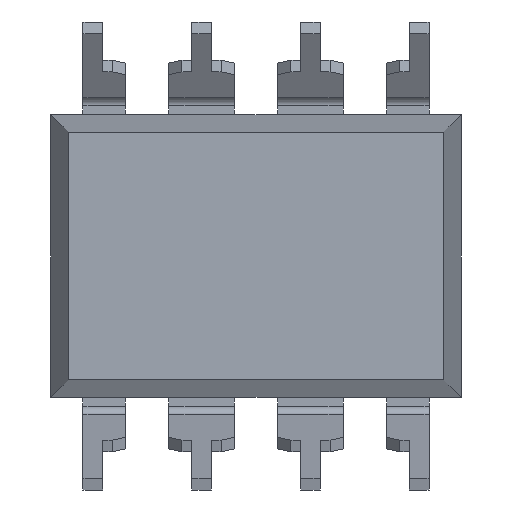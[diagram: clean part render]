
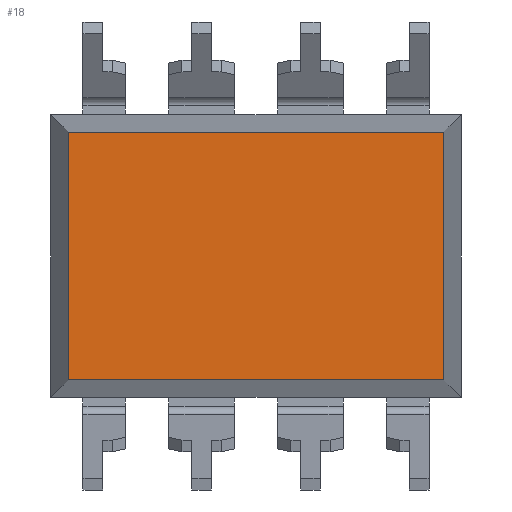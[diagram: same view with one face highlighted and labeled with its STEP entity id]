
A CAD part, front view. The second image highlights one B-rep face of the part: STEP entity #18.
In plain terms, the highlighted planar face has unit normal (0, -1, 0).
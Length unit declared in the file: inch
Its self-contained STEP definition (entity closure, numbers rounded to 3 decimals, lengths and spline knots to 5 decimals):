
#18 = ADVANCED_FACE ( 'NONE', ( #1166 ), #4335, .T. ) ;
#139 = DIRECTION ( 'NONE',  ( 1., 0., 0. ) ) ;
#335 = EDGE_CURVE ( 'NONE', #1027, #1111, #4268, .T. ) ;
#365 = ORIENTED_EDGE ( 'NONE', *, *, #2163, .T. ) ;
#461 = EDGE_CURVE ( 'NONE', #1111, #2855, #2005, .T. ) ;
#525 = CARTESIAN_POINT ( 'NONE',  ( 0.17253, 0.015, -0.11378 ) ) ;
#557 = DIRECTION ( 'NONE',  ( -1., 0., 0. ) ) ;
#589 = CARTESIAN_POINT ( 'NONE',  ( 0.17253, 0.015, 0.11378 ) ) ;
#667 = DIRECTION ( 'NONE',  ( 0., 0., -1. ) ) ;
#911 = CARTESIAN_POINT ( 'NONE',  ( 0.17253, 0.015, -0.13 ) ) ;
#961 = VECTOR ( 'NONE', #2856, 39.37008 ) ;
#1001 = ORIENTED_EDGE ( 'NONE', *, *, #335, .T. ) ;
#1027 = VERTEX_POINT ( 'NONE', #2848 ) ;
#1093 = VECTOR ( 'NONE', #2488, 39.37008 ) ;
#1111 = VERTEX_POINT ( 'NONE', #525 ) ;
#1166 = FACE_OUTER_BOUND ( 'NONE', #3579, .T. ) ;
#1334 = VECTOR ( 'NONE', #139, 39.37008 ) ;
#1499 = CARTESIAN_POINT ( 'NONE',  ( -0.18875, 0.015, -0.11378 ) ) ;
#1506 = CARTESIAN_POINT ( 'NONE',  ( -0.17253, 0.015, 0.13 ) ) ;
#1648 = CARTESIAN_POINT ( 'NONE',  ( -0.17253, 0.015, 0.11378 ) ) ;
#2005 = LINE ( 'NONE', #911, #961 ) ;
#2163 = EDGE_CURVE ( 'NONE', #2855, #3454, #3064, .T. ) ;
#2488 = DIRECTION ( 'NONE',  ( 0., 0., -1. ) ) ;
#2540 = CARTESIAN_POINT ( 'NONE',  ( 0.18875, 0.015, 0.11378 ) ) ;
#2622 = EDGE_CURVE ( 'NONE', #3454, #1027, #3883, .T. ) ;
#2848 = CARTESIAN_POINT ( 'NONE',  ( -0.17253, 0.015, -0.11378 ) ) ;
#2855 = VERTEX_POINT ( 'NONE', #589 ) ;
#2856 = DIRECTION ( 'NONE',  ( 0., 0., 1. ) ) ;
#2954 = VECTOR ( 'NONE', #557, 39.37008 ) ;
#3064 = LINE ( 'NONE', #2540, #2954 ) ;
#3351 = CARTESIAN_POINT ( 'NONE',  ( 0., 0.015, 0. ) ) ;
#3454 = VERTEX_POINT ( 'NONE', #1648 ) ;
#3471 = ORIENTED_EDGE ( 'NONE', *, *, #2622, .T. ) ;
#3558 = AXIS2_PLACEMENT_3D ( 'NONE', #3351, #3692, #667 ) ;
#3579 = EDGE_LOOP ( 'NONE', ( #1001, #3638, #365, #3471 ) ) ;
#3638 = ORIENTED_EDGE ( 'NONE', *, *, #461, .T. ) ;
#3692 = DIRECTION ( 'NONE',  ( 0., -1., 0. ) ) ;
#3883 = LINE ( 'NONE', #1506, #1093 ) ;
#4268 = LINE ( 'NONE', #1499, #1334 ) ;
#4335 = PLANE ( 'NONE',  #3558 ) ;
